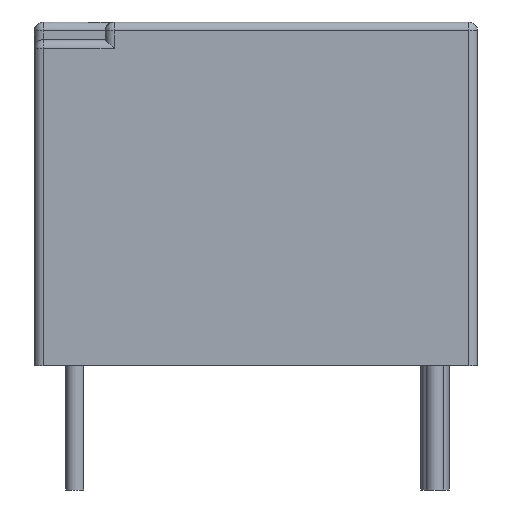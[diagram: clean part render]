
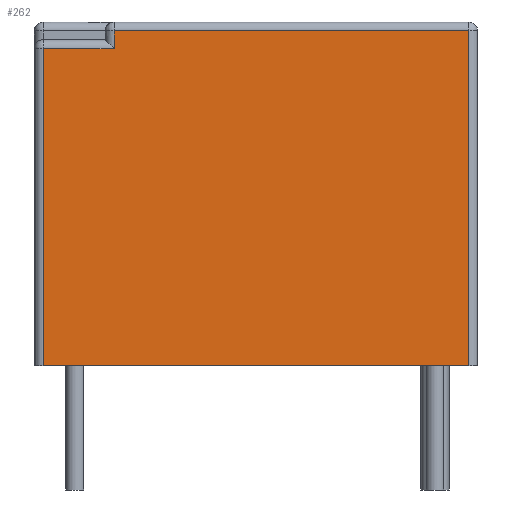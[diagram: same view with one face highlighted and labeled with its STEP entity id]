
A CAD part, left-side view. The second image highlights one B-rep face of the part: STEP entity #262.
In plain terms, the highlighted planar face has unit normal (-1, 0, 0).
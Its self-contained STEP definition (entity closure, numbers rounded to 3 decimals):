
#97 = VERTEX_POINT('',#98);
#98 = CARTESIAN_POINT('',(0.,12.25,0.));
#105 = EDGE_CURVE('',#97,#106,#108,.T.);
#106 = VERTEX_POINT('',#107);
#107 = CARTESIAN_POINT('',(0.,0.25,0.));
#108 = LINE('',#109,#110);
#109 = CARTESIAN_POINT('',(0.,12.5,0.));
#110 = VECTOR('',#111,1.);
#111 = DIRECTION('',(0.,-1.,0.));
#184 = EDGE_CURVE('',#106,#185,#187,.T.);
#185 = VERTEX_POINT('',#186);
#186 = CARTESIAN_POINT('',(0.,0.25,9.45));
#187 = LINE('',#188,#189);
#188 = CARTESIAN_POINT('',(0.,0.25,0.));
#189 = VECTOR('',#190,1.);
#190 = DIRECTION('',(0.,0.,1.));
#262 = ADVANCED_FACE('',(#263),#297,.F.);
#263 = FACE_BOUND('',#264,.F.);
#264 = EDGE_LOOP('',(#265,#266,#274,#282,#290,#296));
#265 = ORIENTED_EDGE('',*,*,#105,.F.);
#266 = ORIENTED_EDGE('',*,*,#267,.T.);
#267 = EDGE_CURVE('',#97,#268,#270,.T.);
#268 = VERTEX_POINT('',#269);
#269 = CARTESIAN_POINT('',(0.,12.25,8.95));
#270 = LINE('',#271,#272);
#271 = CARTESIAN_POINT('',(0.,12.25,0.));
#272 = VECTOR('',#273,1.);
#273 = DIRECTION('',(0.,0.,1.));
#274 = ORIENTED_EDGE('',*,*,#275,.F.);
#275 = EDGE_CURVE('',#276,#268,#278,.T.);
#276 = VERTEX_POINT('',#277);
#277 = CARTESIAN_POINT('',(0.,10.25,8.95));
#278 = LINE('',#279,#280);
#279 = CARTESIAN_POINT('',(0.,10.5,8.95));
#280 = VECTOR('',#281,1.);
#281 = DIRECTION('',(0.,1.,0.));
#282 = ORIENTED_EDGE('',*,*,#283,.F.);
#283 = EDGE_CURVE('',#284,#276,#286,.T.);
#284 = VERTEX_POINT('',#285);
#285 = CARTESIAN_POINT('',(0.,10.25,9.45));
#286 = LINE('',#287,#288);
#287 = CARTESIAN_POINT('',(0.,10.25,9.7));
#288 = VECTOR('',#289,1.);
#289 = DIRECTION('',(-0.,-0.,-1.));
#290 = ORIENTED_EDGE('',*,*,#291,.T.);
#291 = EDGE_CURVE('',#284,#185,#292,.T.);
#292 = LINE('',#293,#294);
#293 = CARTESIAN_POINT('',(0.,10.5,9.45));
#294 = VECTOR('',#295,1.);
#295 = DIRECTION('',(0.,-1.,0.));
#296 = ORIENTED_EDGE('',*,*,#184,.F.);
#297 = PLANE('',#298);
#298 = AXIS2_PLACEMENT_3D('',#299,#300,#301);
#299 = CARTESIAN_POINT('',(0.,12.5,0.));
#300 = DIRECTION('',(1.,0.,0.));
#301 = DIRECTION('',(0.,-1.,0.));
